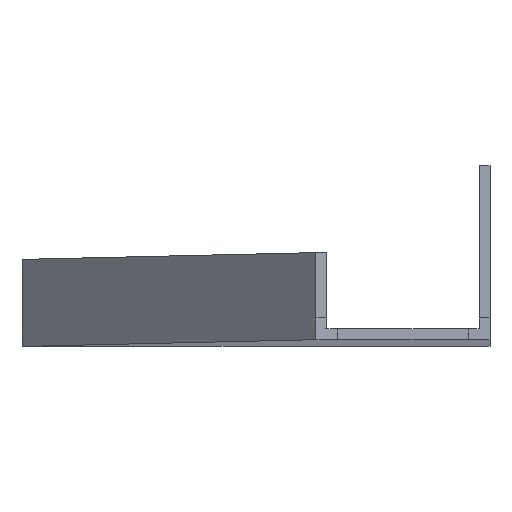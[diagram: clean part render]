
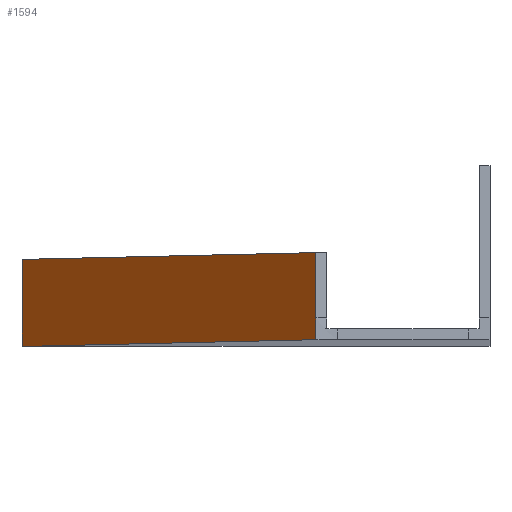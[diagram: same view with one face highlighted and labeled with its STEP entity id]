
A CAD part, top view. The second image highlights one B-rep face of the part: STEP entity #1594.
In plain terms, the highlighted planar face has unit normal (-0.997, 0, 0.076).
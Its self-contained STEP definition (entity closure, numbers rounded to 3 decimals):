
#163=PLANE('',#1745);
#237=FACE_OUTER_BOUND('',#339,.T.);
#339=EDGE_LOOP('',(#1418,#1419,#1420,#1421,#1422,#1423));
#398=LINE('',#2416,#550);
#487=LINE('',#2651,#639);
#491=LINE('',#2692,#643);
#493=LINE('',#2695,#645);
#550=VECTOR('',#1872,10.);
#639=VECTOR('',#2133,10.);
#643=VECTOR('',#2139,10.);
#645=VECTOR('',#2143,10.);
#652=B_SPLINE_CURVE_WITH_KNOTS('',3,(#2209,#2210,#2211,#2212,#2213,#2214,
#2215,#2216,#2217,#2218),.UNSPECIFIED.,.F.,.F.,(4,2,2,2,4),(-1.528,
-1.434,-1.307,-1.215,-1.176),
 .UNSPECIFIED.);
#657=B_SPLINE_CURVE_WITH_KNOTS('',3,(#2678,#2679,#2680,#2681,#2682,#2683,
#2684,#2685,#2686,#2687),.UNSPECIFIED.,.F.,.F.,(4,2,2,2,4),(-1.13,
-1.07,-0.98,-0.844,-0.807),
 .UNSPECIFIED.);
#661=VERTEX_POINT('',#2206);
#662=VERTEX_POINT('',#2208);
#737=VERTEX_POINT('',#2399);
#799=VERTEX_POINT('',#2650);
#800=VERTEX_POINT('',#2677);
#801=VERTEX_POINT('',#2691);
#805=EDGE_CURVE('',#662,#661,#652,.T.);
#889=EDGE_CURVE('',#737,#662,#398,.T.);
#1006=EDGE_CURVE('',#799,#661,#487,.T.);
#1008=EDGE_CURVE('',#800,#737,#657,.T.);
#1011=EDGE_CURVE('',#800,#801,#491,.T.);
#1013=EDGE_CURVE('',#801,#799,#493,.T.);
#1418=ORIENTED_EDGE('',*,*,#805,.T.);
#1419=ORIENTED_EDGE('',*,*,#1006,.F.);
#1420=ORIENTED_EDGE('',*,*,#1013,.F.);
#1421=ORIENTED_EDGE('',*,*,#1011,.F.);
#1422=ORIENTED_EDGE('',*,*,#1008,.T.);
#1423=ORIENTED_EDGE('',*,*,#889,.T.);
#1594=ADVANCED_FACE('',(#237),#163,.F.);
#1745=AXIS2_PLACEMENT_3D('',#2696,#2144,#2145);
#1872=DIRECTION('',(0.076,0.,0.997));
#2133=DIRECTION('',(0.,-1.,0.));
#2139=DIRECTION('',(0.,1.,0.));
#2143=DIRECTION('',(0.076,0.,0.997));
#2144=DIRECTION('center_axis',(0.997,0.,
-0.076));
#2145=DIRECTION('ref_axis',(0.076,0.076,0.994));
#2206=CARTESIAN_POINT('',(-30.,4.,0.));
#2208=CARTESIAN_POINT('',(-29.988,0.,0.152));
#2209=CARTESIAN_POINT('Ctrl Pts',(-29.988,0.,
0.152));
#2210=CARTESIAN_POINT('Ctrl Pts',(-29.989,0.357,0.143));
#2211=CARTESIAN_POINT('Ctrl Pts',(-29.99,0.715,0.133));
#2212=CARTESIAN_POINT('Ctrl Pts',(-29.992,1.553,0.107));
#2213=CARTESIAN_POINT('Ctrl Pts',(-29.993,2.016,0.09));
#2214=CARTESIAN_POINT('Ctrl Pts',(-29.996,2.857,0.054));
#2215=CARTESIAN_POINT('Ctrl Pts',(-29.997,3.191,0.039));
#2216=CARTESIAN_POINT('Ctrl Pts',(-29.999,3.7,0.014));
#2217=CARTESIAN_POINT('Ctrl Pts',(-29.999,3.85,0.007));
#2218=CARTESIAN_POINT('Ctrl Pts',(-30.,4.,0.));
#2399=CARTESIAN_POINT('',(-83.988,0.,-709.848));
#2416=CARTESIAN_POINT('',(-56.948,0.,-354.311));
#2650=CARTESIAN_POINT('',(-30.,16.,0.));
#2651=CARTESIAN_POINT('',(-30.,4.,0.));
#2677=CARTESIAN_POINT('',(-84.,4.,-710.));
#2678=CARTESIAN_POINT('Ctrl Pts',(-84.,4.,-710.));
#2679=CARTESIAN_POINT('Ctrl Pts',(-83.999,3.75,-709.988));
#2680=CARTESIAN_POINT('Ctrl Pts',(-83.998,3.496,-709.976));
#2681=CARTESIAN_POINT('Ctrl Pts',(-83.996,2.862,-709.946));
#2682=CARTESIAN_POINT('Ctrl Pts',(-83.995,2.503,-709.93));
#2683=CARTESIAN_POINT('Ctrl Pts',(-83.992,1.564,-709.893));
#2684=CARTESIAN_POINT('Ctrl Pts',(-83.991,1.019,-709.875));
#2685=CARTESIAN_POINT('Ctrl Pts',(-83.989,0.311,-709.856));
#2686=CARTESIAN_POINT('Ctrl Pts',(-83.989,0.157,-709.852));
#2687=CARTESIAN_POINT('Ctrl Pts',(-83.988,0.,
-709.848));
#2691=CARTESIAN_POINT('',(-84.,16.,-710.));
#2692=CARTESIAN_POINT('',(-84.,4.,-710.));
#2695=CARTESIAN_POINT('',(-84.,16.,-710.));
#2696=CARTESIAN_POINT('Origin',(-56.989,7.738,-354.851));
